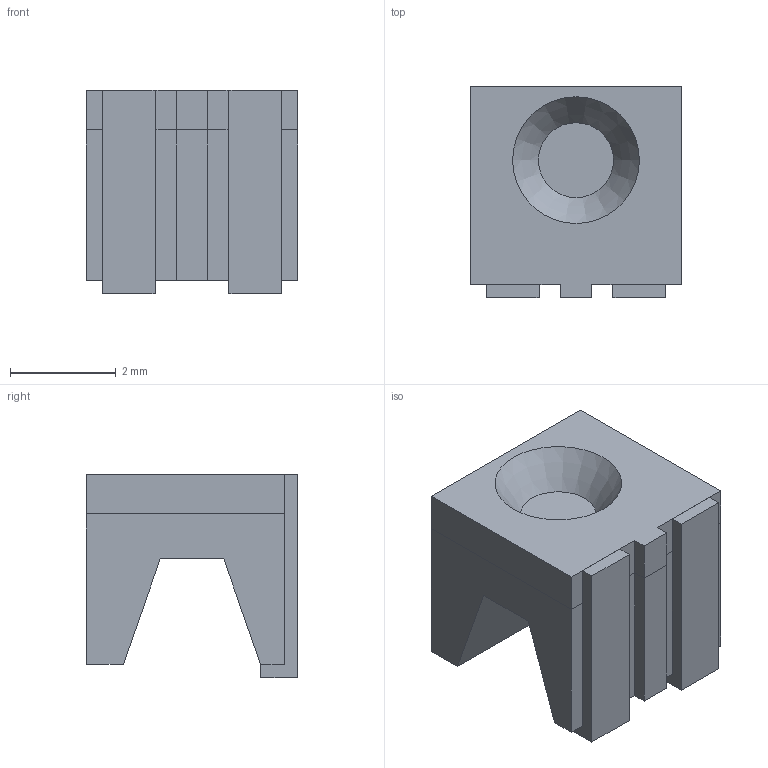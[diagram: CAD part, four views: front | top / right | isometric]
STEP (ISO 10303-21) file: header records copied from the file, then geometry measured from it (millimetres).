
FILE_DESCRIPTION(('FreeCAD Model'),'2;1');
FILE_NAME('Open CASCADE Shape Model','2023-02-03T20:33:38',(''),(''), 'Open CASCADE STEP processor 7.6','FreeCAD','Unknown');
FILE_SCHEMA(('AUTOMOTIVE_DESIGN { 1 0 10303 214 1 1 1 1 }'));
Length unit declared in the file: millimetre
Products named in the file (5): Unnamed; Prawa noga; Lewa noga; Tył; Front
Assembly tree (4 placements, depth 2):
  Unnamed
    Prawa noga
    Lewa noga
    Tył
    Front
Bounding box: 4 x 4 x 3.85 mm (x, y, z)
Volume: 39.4 mm3; surface area: 146.6 mm2
Topology: 4 solids, 4 shells, 42 faces, 99 edges, 66 vertices
Faces by surface type: plane 41, cone 1
Entity records: 2688 total; most frequent: CARTESIAN_POINT 413, DIRECTION 390, LINE 290, VECTOR 290, ORIENTED_EDGE 198, PCURVE 198, DEFINITIONAL_REPRESENTATION 198, EDGE_CURVE 99
